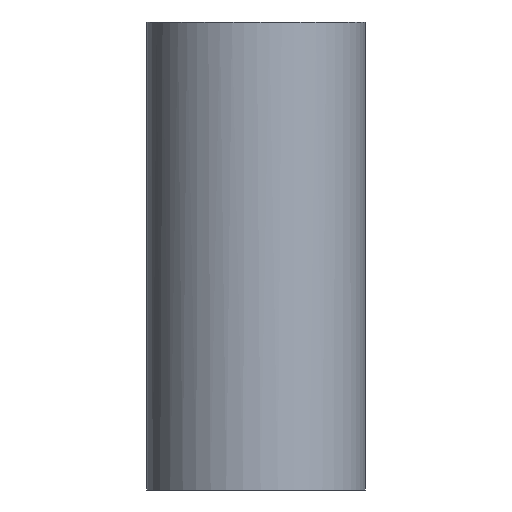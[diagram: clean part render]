
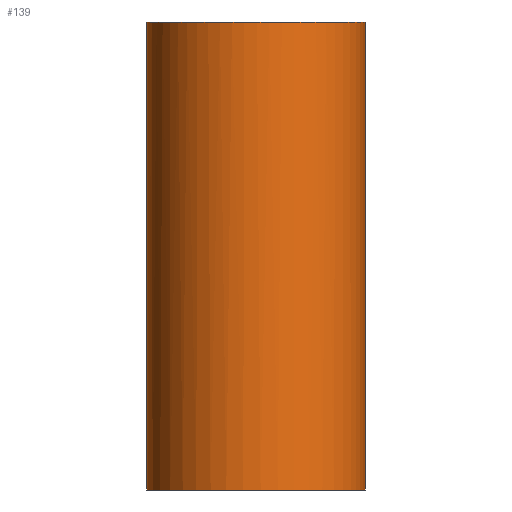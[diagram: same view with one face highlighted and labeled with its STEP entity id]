
A CAD part, front view. The second image highlights one B-rep face of the part: STEP entity #139.
In plain terms, the highlighted free-form (B-spline) face has degree [1, 3] with [2, 4] control points.
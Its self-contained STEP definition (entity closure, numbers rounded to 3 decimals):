
#1 = CARTESIAN_POINT ( 'NONE',  ( 21., 0., 90. ) ) ;
#2 = CARTESIAN_POINT ( 'NONE',  ( 21., -42., 0. ) ) ;
#14 = ORIENTED_EDGE ( 'NONE', *, *, #27, .F. ) ;
#17 = CARTESIAN_POINT ( 'NONE',  ( -16.795, -12.904, 90. ) ) ;
#21 = CARTESIAN_POINT ( 'NONE',  ( 12.904, -16.795, 90. ) ) ;
#23 = CARTESIAN_POINT ( 'NONE',  ( -21., 0., 90. ) ) ;
#26 = CARTESIAN_POINT ( 'NONE',  ( -21., 0., 90. ) ) ;
#27 = EDGE_CURVE ( 'NONE', #74, #156, #105, .T. ) ;
#34 = ORIENTED_EDGE ( 'NONE', *, *, #57, .F. ) ;
#36 = ORIENTED_EDGE ( 'NONE', *, *, #273, .F. ) ;
#40 = CARTESIAN_POINT ( 'NONE',  ( -21., 0., 0. ) ) ;
#52 = CARTESIAN_POINT ( 'NONE',  ( 21., -42., 90. ) ) ;
#57 = EDGE_CURVE ( 'NONE', #79, #74, #164, .T. ) ;
#64 = CARTESIAN_POINT ( 'NONE',  ( -21., 0., 90. ) ) ;
#66 = CARTESIAN_POINT ( 'NONE',  ( -2.751, -21., 90. ) ) ;
#67 = CARTESIAN_POINT ( 'NONE',  ( -18.349, -10.578, 90. ) ) ;
#68 = CARTESIAN_POINT ( 'NONE',  ( -21., 0., 0. ) ) ;
#71 = CARTESIAN_POINT ( 'NONE',  ( 21., 0., 90. ) ) ;
#74 = VERTEX_POINT ( 'NONE', #23 ) ;
#79 = VERTEX_POINT ( 'NONE', #40 ) ;
#91 = CARTESIAN_POINT ( 'NONE',  ( 21., 0., 90. ) ) ;
#93 = CARTESIAN_POINT ( 'NONE',  ( -21., -42., 0. ) ) ;
#97 =( BOUNDED_CURVE ( )  B_SPLINE_CURVE ( 3, ( #213, #190, #293, #260 ),
 .UNSPECIFIED., .F., .T. ) 
 B_SPLINE_CURVE_WITH_KNOTS ( ( 4, 4 ),
 ( -6.283, -3.142 ),
 .UNSPECIFIED. ) 
 CURVE ( )  GEOMETRIC_REPRESENTATION_ITEM ( )  RATIONAL_B_SPLINE_CURVE ( ( 1., 0.333, 0.333, 1. ) ) 
 REPRESENTATION_ITEM ( '' )  );
#104 = CARTESIAN_POINT ( 'NONE',  ( 2.751, -21., 90. ) ) ;
#105 = B_SPLINE_CURVE_WITH_KNOTS ( 'NONE', 3,
 ( #184, #279, #181, #67, #17, #158, #183, #134, #66, #104, #111, #256, #21, #160, #233, #208, #309, #1 ),
 .UNSPECIFIED., .F., .F.,
 ( 4, 2, 2, 2, 2, 2, 2, 2, 4 ),
 ( 3.142, 3.534, 3.927, 4.32, 4.712, 5.105, 5.498, 5.89, 6.283 ),
 .UNSPECIFIED. ) ;
#111 = CARTESIAN_POINT ( 'NONE',  ( 5.495, -20.454, 90. ) ) ;
#115 = CARTESIAN_POINT ( 'NONE',  ( 21., 0., 0. ) ) ;
#134 = CARTESIAN_POINT ( 'NONE',  ( -5.495, -20.454, 90. ) ) ;
#137 = B_SPLINE_CURVE_WITH_KNOTS ( 'NONE', 1,
 ( #272, #174 ),
 .UNSPECIFIED., .F., .F.,
 ( 2, 2 ),
 ( -1., 0. ),
 .UNSPECIFIED. ) ;
#139 = ADVANCED_FACE ( 'NONE', ( #263 ), #197, .F. ) ;
#149 = ORIENTED_EDGE ( 'NONE', *, *, #195, .T. ) ;
#156 = VERTEX_POINT ( 'NONE', #71 ) ;
#158 = CARTESIAN_POINT ( 'NONE',  ( -12.904, -16.795, 90. ) ) ;
#160 = CARTESIAN_POINT ( 'NONE',  ( 16.795, -12.904, 90. ) ) ;
#164 = B_SPLINE_CURVE_WITH_KNOTS ( 'NONE', 1,
 ( #68, #64 ),
 .UNSPECIFIED., .F., .F.,
 ( 2, 2 ),
 ( -1., 0. ),
 .UNSPECIFIED. ) ;
#174 = CARTESIAN_POINT ( 'NONE',  ( 21., 0., 0. ) ) ;
#181 = CARTESIAN_POINT ( 'NONE',  ( -20.454, -5.495, 90. ) ) ;
#183 = CARTESIAN_POINT ( 'NONE',  ( -10.578, -18.349, 90. ) ) ;
#184 = CARTESIAN_POINT ( 'NONE',  ( -21., 0., 90. ) ) ;
#190 = CARTESIAN_POINT ( 'NONE',  ( -21., -42., 0. ) ) ;
#195 = EDGE_CURVE ( 'NONE', #79, #214, #97, .T. ) ;
#197 =( BOUNDED_SURFACE ( )  B_SPLINE_SURFACE ( 1, 3, ( 
 ( #91, #52, #211, #26 ),
 ( #115, #2, #93, #261 ) ),
 .UNSPECIFIED., .F., .F., .F. ) 
 B_SPLINE_SURFACE_WITH_KNOTS ( ( 2, 2 ),
 ( 4, 4 ),
 ( 0., 1. ),
 ( 0., 1. ),
 .UNSPECIFIED. ) 
 GEOMETRIC_REPRESENTATION_ITEM ( )  RATIONAL_B_SPLINE_SURFACE ( (
 ( 1., 0.333, 0.333, 1.),
 ( 1., 0.333, 0.333, 1.) ) ) 
 REPRESENTATION_ITEM ( '' )  SURFACE ( )  );
#208 = CARTESIAN_POINT ( 'NONE',  ( 20.454, -5.495, 90. ) ) ;
#211 = CARTESIAN_POINT ( 'NONE',  ( -21., -42., 90. ) ) ;
#213 = CARTESIAN_POINT ( 'NONE',  ( -21., 0., 0. ) ) ;
#214 = VERTEX_POINT ( 'NONE', #237 ) ;
#233 = CARTESIAN_POINT ( 'NONE',  ( 18.349, -10.578, 90. ) ) ;
#237 = CARTESIAN_POINT ( 'NONE',  ( 21., 0., 0. ) ) ;
#256 = CARTESIAN_POINT ( 'NONE',  ( 10.578, -18.349, 90. ) ) ;
#260 = CARTESIAN_POINT ( 'NONE',  ( 21., 0., 0. ) ) ;
#261 = CARTESIAN_POINT ( 'NONE',  ( -21., 0., 0. ) ) ;
#263 = FACE_OUTER_BOUND ( 'NONE', #303, .T. ) ;
#272 = CARTESIAN_POINT ( 'NONE',  ( 21., 0., 90. ) ) ;
#273 = EDGE_CURVE ( 'NONE', #156, #214, #137, .T. ) ;
#279 = CARTESIAN_POINT ( 'NONE',  ( -21., -2.751, 90. ) ) ;
#293 = CARTESIAN_POINT ( 'NONE',  ( 21., -42., 0. ) ) ;
#303 = EDGE_LOOP ( 'NONE', ( #14, #34, #149, #36 ) ) ;
#309 = CARTESIAN_POINT ( 'NONE',  ( 21., -2.751, 90. ) ) ;
